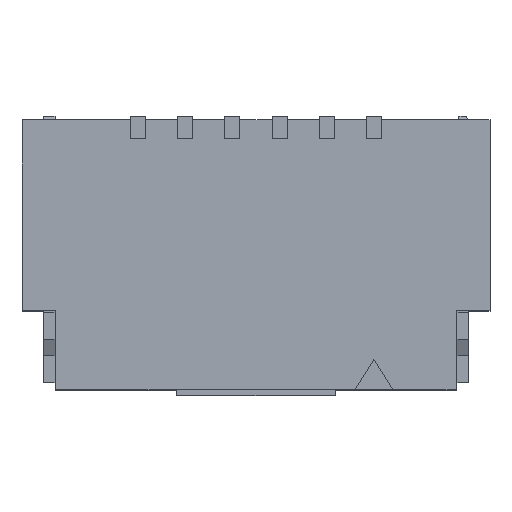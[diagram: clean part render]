
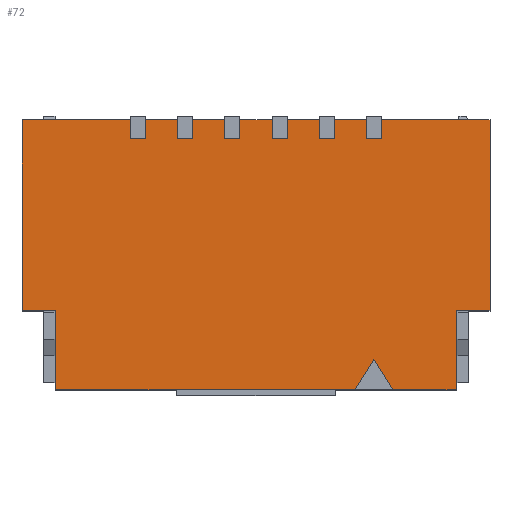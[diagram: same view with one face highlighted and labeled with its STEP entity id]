
A CAD part, top view. The second image highlights one B-rep face of the part: STEP entity #72.
In plain terms, the highlighted planar face has unit normal (0, 0, 1).
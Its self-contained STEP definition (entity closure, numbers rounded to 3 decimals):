
#72=ADVANCED_FACE('',(#405),#406,.T.);
#405=FACE_OUTER_BOUND('',#1043,.T.);
#406=PLANE('',#1044);
#1043=EDGE_LOOP('',(#1893,#1894,#1895,#1896,#1897,#1898,#1899,#1900,#1901,#1902,#1903,#1904,#1905,#1906,#1907,#1908,#1909,#1910,#1911,#1912,#1913,#1914,#1915,#1916,#1917,#1918,#1919,#1920,#1921,#1922,#1923,#1924,#1925,#1926,#1927));
#1044=AXIS2_PLACEMENT_3D('',#1928,#1929,#1930);
#1893=ORIENTED_EDGE('',*,*,#4517,.F.);
#1894=ORIENTED_EDGE('',*,*,#4518,.F.);
#1895=ORIENTED_EDGE('',*,*,#4337,.T.);
#1896=ORIENTED_EDGE('',*,*,#4519,.F.);
#1897=ORIENTED_EDGE('',*,*,#4520,.F.);
#1898=ORIENTED_EDGE('',*,*,#4516,.T.);
#1899=ORIENTED_EDGE('',*,*,#4369,.F.);
#1900=ORIENTED_EDGE('',*,*,#4521,.F.);
#1901=ORIENTED_EDGE('',*,*,#4522,.T.);
#1902=ORIENTED_EDGE('',*,*,#4523,.T.);
#1903=ORIENTED_EDGE('',*,*,#4365,.F.);
#1904=ORIENTED_EDGE('',*,*,#4524,.F.);
#1905=ORIENTED_EDGE('',*,*,#4525,.T.);
#1906=ORIENTED_EDGE('',*,*,#4526,.T.);
#1907=ORIENTED_EDGE('',*,*,#4361,.F.);
#1908=ORIENTED_EDGE('',*,*,#4527,.F.);
#1909=ORIENTED_EDGE('',*,*,#4528,.T.);
#1910=ORIENTED_EDGE('',*,*,#4529,.T.);
#1911=ORIENTED_EDGE('',*,*,#4357,.F.);
#1912=ORIENTED_EDGE('',*,*,#4530,.F.);
#1913=ORIENTED_EDGE('',*,*,#4531,.T.);
#1914=ORIENTED_EDGE('',*,*,#4532,.T.);
#1915=ORIENTED_EDGE('',*,*,#4353,.F.);
#1916=ORIENTED_EDGE('',*,*,#4533,.F.);
#1917=ORIENTED_EDGE('',*,*,#4534,.T.);
#1918=ORIENTED_EDGE('',*,*,#4535,.T.);
#1919=ORIENTED_EDGE('',*,*,#4349,.F.);
#1920=ORIENTED_EDGE('',*,*,#4536,.F.);
#1921=ORIENTED_EDGE('',*,*,#4537,.T.);
#1922=ORIENTED_EDGE('',*,*,#4538,.T.);
#1923=ORIENTED_EDGE('',*,*,#4345,.F.);
#1924=ORIENTED_EDGE('',*,*,#4492,.F.);
#1925=ORIENTED_EDGE('',*,*,#4404,.F.);
#1926=ORIENTED_EDGE('',*,*,#4539,.F.);
#1927=ORIENTED_EDGE('',*,*,#4333,.T.);
#1928=CARTESIAN_POINT('',(3.075,9.1,4.275));
#1929=DIRECTION('',(0.0,0.0,1.0));
#1930=DIRECTION('',(1.0,0.0,0.0));
#4333=EDGE_CURVE('',#5235,#5233,#5236,.T.);
#4337=EDGE_CURVE('',#5243,#5241,#5244,.T.);
#4345=EDGE_CURVE('',#5257,#5259,#5260,.T.);
#4349=EDGE_CURVE('',#5265,#5267,#5268,.T.);
#4353=EDGE_CURVE('',#5273,#5275,#5276,.T.);
#4357=EDGE_CURVE('',#5281,#5283,#5284,.T.);
#4361=EDGE_CURVE('',#5289,#5291,#5292,.T.);
#4365=EDGE_CURVE('',#5297,#5299,#5300,.T.);
#4369=EDGE_CURVE('',#5305,#5307,#5308,.T.);
#4404=EDGE_CURVE('',#5374,#5377,#5378,.T.);
#4492=EDGE_CURVE('',#5377,#5257,#5547,.T.);
#4516=EDGE_CURVE('',#5584,#5307,#5586,.T.);
#4517=EDGE_CURVE('',#5587,#5233,#5588,.T.);
#4518=EDGE_CURVE('',#5243,#5587,#5589,.T.);
#4519=EDGE_CURVE('',#5590,#5241,#5591,.T.);
#4520=EDGE_CURVE('',#5584,#5590,#5592,.T.);
#4521=EDGE_CURVE('',#5593,#5305,#5594,.T.);
#4522=EDGE_CURVE('',#5593,#5595,#5596,.T.);
#4523=EDGE_CURVE('',#5595,#5299,#5597,.T.);
#4524=EDGE_CURVE('',#5598,#5297,#5599,.T.);
#4525=EDGE_CURVE('',#5598,#5600,#5601,.T.);
#4526=EDGE_CURVE('',#5600,#5291,#5602,.T.);
#4527=EDGE_CURVE('',#5603,#5289,#5604,.T.);
#4528=EDGE_CURVE('',#5603,#5605,#5606,.T.);
#4529=EDGE_CURVE('',#5605,#5283,#5607,.T.);
#4530=EDGE_CURVE('',#5608,#5281,#5609,.T.);
#4531=EDGE_CURVE('',#5608,#5610,#5611,.T.);
#4532=EDGE_CURVE('',#5610,#5275,#5612,.T.);
#4533=EDGE_CURVE('',#5613,#5273,#5614,.T.);
#4534=EDGE_CURVE('',#5613,#5615,#5616,.T.);
#4535=EDGE_CURVE('',#5615,#5267,#5617,.T.);
#4536=EDGE_CURVE('',#5618,#5265,#5619,.T.);
#4537=EDGE_CURVE('',#5618,#5620,#5621,.T.);
#4538=EDGE_CURVE('',#5620,#5259,#5622,.T.);
#4539=EDGE_CURVE('',#5235,#5374,#5623,.T.);
#5233=VERTEX_POINT('',#6720);
#5235=VERTEX_POINT('',#6723);
#5236=LINE('',#6724,#6725);
#5241=VERTEX_POINT('',#6732);
#5243=VERTEX_POINT('',#6735);
#5244=LINE('',#6736,#6737);
#5257=VERTEX_POINT('',#6756);
#5259=VERTEX_POINT('',#6759);
#5260=LINE('',#6760,#6761);
#5265=VERTEX_POINT('',#6768);
#5267=VERTEX_POINT('',#6771);
#5268=LINE('',#6772,#6773);
#5273=VERTEX_POINT('',#6780);
#5275=VERTEX_POINT('',#6783);
#5276=LINE('',#6784,#6785);
#5281=VERTEX_POINT('',#6792);
#5283=VERTEX_POINT('',#6795);
#5284=LINE('',#6796,#6797);
#5289=VERTEX_POINT('',#6804);
#5291=VERTEX_POINT('',#6807);
#5292=LINE('',#6808,#6809);
#5297=VERTEX_POINT('',#6816);
#5299=VERTEX_POINT('',#6819);
#5300=LINE('',#6820,#6821);
#5305=VERTEX_POINT('',#6828);
#5307=VERTEX_POINT('',#6831);
#5308=LINE('',#6832,#6833);
#5374=VERTEX_POINT('',#6932);
#5377=VERTEX_POINT('',#6936);
#5378=LINE('',#6937,#6938);
#5547=LINE('',#7194,#7195);
#5584=VERTEX_POINT('',#7254);
#5586=LINE('',#7257,#7258);
#5587=VERTEX_POINT('',#7259);
#5588=LINE('',#7260,#7261);
#5589=LINE('',#7262,#7263);
#5590=VERTEX_POINT('',#7264);
#5591=LINE('',#7265,#7266);
#5592=LINE('',#7267,#7268);
#5593=VERTEX_POINT('',#7269);
#5594=LINE('',#7270,#7271);
#5595=VERTEX_POINT('',#7272);
#5596=LINE('',#7273,#7274);
#5597=LINE('',#7275,#7276);
#5598=VERTEX_POINT('',#7277);
#5599=LINE('',#7278,#7279);
#5600=VERTEX_POINT('',#7280);
#5601=LINE('',#7281,#7282);
#5602=LINE('',#7283,#7284);
#5603=VERTEX_POINT('',#7285);
#5604=LINE('',#7286,#7287);
#5605=VERTEX_POINT('',#7288);
#5606=LINE('',#7289,#7290);
#5607=LINE('',#7291,#7292);
#5608=VERTEX_POINT('',#7293);
#5609=LINE('',#7294,#7295);
#5610=VERTEX_POINT('',#7296);
#5611=LINE('',#7297,#7298);
#5612=LINE('',#7299,#7300);
#5613=VERTEX_POINT('',#7301);
#5614=LINE('',#7302,#7303);
#5615=VERTEX_POINT('',#7304);
#5616=LINE('',#7305,#7306);
#5617=LINE('',#7307,#7308);
#5618=VERTEX_POINT('',#7309);
#5619=LINE('',#7310,#7311);
#5620=VERTEX_POINT('',#7312);
#5621=LINE('',#7313,#7314);
#5622=LINE('',#7315,#7316);
#5623=LINE('',#7317,#7318);
#6720=CARTESIAN_POINT('',(-0.5,1.95,4.275));
#6723=CARTESIAN_POINT('',(-8.425,1.95,4.275));
#6724=CARTESIAN_POINT('',(3.075,1.95,4.275));
#6725=VECTOR('',#9036,1.0);
#6732=CARTESIAN_POINT('',(2.175,1.95,4.275));
#6735=CARTESIAN_POINT('',(0.5,1.95,4.275));
#6736=CARTESIAN_POINT('',(3.075,1.95,4.275));
#6737=VECTOR('',#9040,1.0);
#6756=CARTESIAN_POINT('',(-9.325,9.1,4.275));
#6759=CARTESIAN_POINT('',(-6.45,9.1,4.275));
#6760=CARTESIAN_POINT('',(3.075,9.1,4.275));
#6761=VECTOR('',#9048,1.0);
#6768=CARTESIAN_POINT('',(-6.05,9.1,4.275));
#6771=CARTESIAN_POINT('',(-5.2,9.1,4.275));
#6772=CARTESIAN_POINT('',(3.075,9.1,4.275));
#6773=VECTOR('',#9052,1.0);
#6780=CARTESIAN_POINT('',(-4.8,9.1,4.275));
#6783=CARTESIAN_POINT('',(-3.95,9.1,4.275));
#6784=CARTESIAN_POINT('',(3.075,9.1,4.275));
#6785=VECTOR('',#9056,1.0);
#6792=CARTESIAN_POINT('',(-3.55,9.1,4.275));
#6795=CARTESIAN_POINT('',(-2.7,9.1,4.275));
#6796=CARTESIAN_POINT('',(3.075,9.1,4.275));
#6797=VECTOR('',#9060,1.0);
#6804=CARTESIAN_POINT('',(-2.3,9.1,4.275));
#6807=CARTESIAN_POINT('',(-1.45,9.1,4.275));
#6808=CARTESIAN_POINT('',(3.075,9.1,4.275));
#6809=VECTOR('',#9064,1.0);
#6816=CARTESIAN_POINT('',(-1.05,9.1,4.275));
#6819=CARTESIAN_POINT('',(-0.2,9.1,4.275));
#6820=CARTESIAN_POINT('',(3.075,9.1,4.275));
#6821=VECTOR('',#9068,1.0);
#6828=CARTESIAN_POINT('',(0.2,9.1,4.275));
#6831=CARTESIAN_POINT('',(3.075,9.1,4.275));
#6832=CARTESIAN_POINT('',(3.075,9.1,4.275));
#6833=VECTOR('',#9072,1.0);
#6932=CARTESIAN_POINT('',(-8.425,4.05,4.275));
#6936=CARTESIAN_POINT('',(-9.325,4.05,4.275));
#6937=CARTESIAN_POINT('',(-8.425,4.05,4.275));
#6938=VECTOR('',#9107,1.0);
#7194=CARTESIAN_POINT('',(-9.325,9.1,4.275));
#7195=VECTOR('',#9195,1.0);
#7254=CARTESIAN_POINT('',(3.075,4.05,4.275));
#7257=CARTESIAN_POINT('',(3.075,9.1,4.275));
#7258=VECTOR('',#9219,1.0);
#7259=CARTESIAN_POINT('',(0.,2.75,4.275));
#7260=CARTESIAN_POINT('',(0.,2.75,4.275));
#7261=VECTOR('',#9220,1.0);
#7262=CARTESIAN_POINT('',(0.5,1.95,4.275));
#7263=VECTOR('',#9221,1.0);
#7264=CARTESIAN_POINT('',(2.175,4.05,4.275));
#7265=CARTESIAN_POINT('',(2.175,4.05,4.275));
#7266=VECTOR('',#9222,1.0);
#7267=CARTESIAN_POINT('',(3.075,4.05,4.275));
#7268=VECTOR('',#9223,1.0);
#7269=CARTESIAN_POINT('',(0.2,8.6,4.275));
#7270=CARTESIAN_POINT('',(0.2,9.1,4.275));
#7271=VECTOR('',#9224,1.0);
#7272=CARTESIAN_POINT('',(-0.2,8.6,4.275));
#7273=CARTESIAN_POINT('',(3.075,8.6,4.275));
#7274=VECTOR('',#9225,1.0);
#7275=CARTESIAN_POINT('',(-0.2,9.1,4.275));
#7276=VECTOR('',#9226,1.0);
#7277=CARTESIAN_POINT('',(-1.05,8.6,4.275));
#7278=CARTESIAN_POINT('',(-1.05,9.1,4.275));
#7279=VECTOR('',#9227,1.0);
#7280=CARTESIAN_POINT('',(-1.45,8.6,4.275));
#7281=CARTESIAN_POINT('',(3.075,8.6,4.275));
#7282=VECTOR('',#9228,1.0);
#7283=CARTESIAN_POINT('',(-1.45,9.1,4.275));
#7284=VECTOR('',#9229,1.0);
#7285=CARTESIAN_POINT('',(-2.3,8.6,4.275));
#7286=CARTESIAN_POINT('',(-2.3,9.1,4.275));
#7287=VECTOR('',#9230,1.0);
#7288=CARTESIAN_POINT('',(-2.7,8.6,4.275));
#7289=CARTESIAN_POINT('',(3.075,8.6,4.275));
#7290=VECTOR('',#9231,1.0);
#7291=CARTESIAN_POINT('',(-2.7,9.1,4.275));
#7292=VECTOR('',#9232,1.0);
#7293=CARTESIAN_POINT('',(-3.55,8.6,4.275));
#7294=CARTESIAN_POINT('',(-3.55,9.1,4.275));
#7295=VECTOR('',#9233,1.0);
#7296=CARTESIAN_POINT('',(-3.95,8.6,4.275));
#7297=CARTESIAN_POINT('',(3.075,8.6,4.275));
#7298=VECTOR('',#9234,1.0);
#7299=CARTESIAN_POINT('',(-3.95,9.1,4.275));
#7300=VECTOR('',#9235,1.0);
#7301=CARTESIAN_POINT('',(-4.8,8.6,4.275));
#7302=CARTESIAN_POINT('',(-4.8,9.1,4.275));
#7303=VECTOR('',#9236,1.0);
#7304=CARTESIAN_POINT('',(-5.2,8.6,4.275));
#7305=CARTESIAN_POINT('',(3.075,8.6,4.275));
#7306=VECTOR('',#9237,1.0);
#7307=CARTESIAN_POINT('',(-5.2,9.1,4.275));
#7308=VECTOR('',#9238,1.0);
#7309=CARTESIAN_POINT('',(-6.05,8.6,4.275));
#7310=CARTESIAN_POINT('',(-6.05,9.1,4.275));
#7311=VECTOR('',#9239,1.0);
#7312=CARTESIAN_POINT('',(-6.45,8.6,4.275));
#7313=CARTESIAN_POINT('',(3.075,8.6,4.275));
#7314=VECTOR('',#9240,1.0);
#7315=CARTESIAN_POINT('',(-6.45,9.1,4.275));
#7316=VECTOR('',#9241,1.0);
#7317=CARTESIAN_POINT('',(-8.425,1.95,4.275));
#7318=VECTOR('',#9242,1.0);
#9036=DIRECTION('',(1.0,0.0,0.0));
#9040=DIRECTION('',(1.0,0.0,0.0));
#9048=DIRECTION('',(1.0,0.0,0.0));
#9052=DIRECTION('',(1.0,0.0,0.0));
#9056=DIRECTION('',(1.0,0.0,0.0));
#9060=DIRECTION('',(1.0,0.0,0.0));
#9064=DIRECTION('',(1.0,0.0,0.0));
#9068=DIRECTION('',(1.0,0.0,0.0));
#9072=DIRECTION('',(1.0,0.0,0.0));
#9107=DIRECTION('',(-1.0,0.0,0.0));
#9195=DIRECTION('',(0.0,1.0,0.0));
#9219=DIRECTION('',(0.0,1.0,0.0));
#9220=DIRECTION('',(-0.53,-0.848,0.0));
#9221=DIRECTION('',(-0.53,0.848,0.0));
#9222=DIRECTION('',(0.,-1.0,0.0));
#9223=DIRECTION('',(-1.0,0.0,0.));
#9224=DIRECTION('',(0.0,1.0,0.0));
#9225=DIRECTION('',(-1.0,0.0,0.0));
#9226=DIRECTION('',(0.0,1.0,0.0));
#9227=DIRECTION('',(0.0,1.0,0.0));
#9228=DIRECTION('',(-1.0,0.0,0.0));
#9229=DIRECTION('',(0.0,1.0,0.0));
#9230=DIRECTION('',(0.0,1.0,0.0));
#9231=DIRECTION('',(-1.0,0.0,0.0));
#9232=DIRECTION('',(0.0,1.0,0.0));
#9233=DIRECTION('',(0.0,1.0,0.0));
#9234=DIRECTION('',(-1.0,0.0,0.0));
#9235=DIRECTION('',(0.0,1.0,0.0));
#9236=DIRECTION('',(0.0,1.0,0.0));
#9237=DIRECTION('',(-1.0,0.0,0.0));
#9238=DIRECTION('',(0.0,1.0,0.0));
#9239=DIRECTION('',(0.0,1.0,0.0));
#9240=DIRECTION('',(-1.0,0.0,0.0));
#9241=DIRECTION('',(0.0,1.0,0.0));
#9242=DIRECTION('',(0.0,1.0,0.0));
